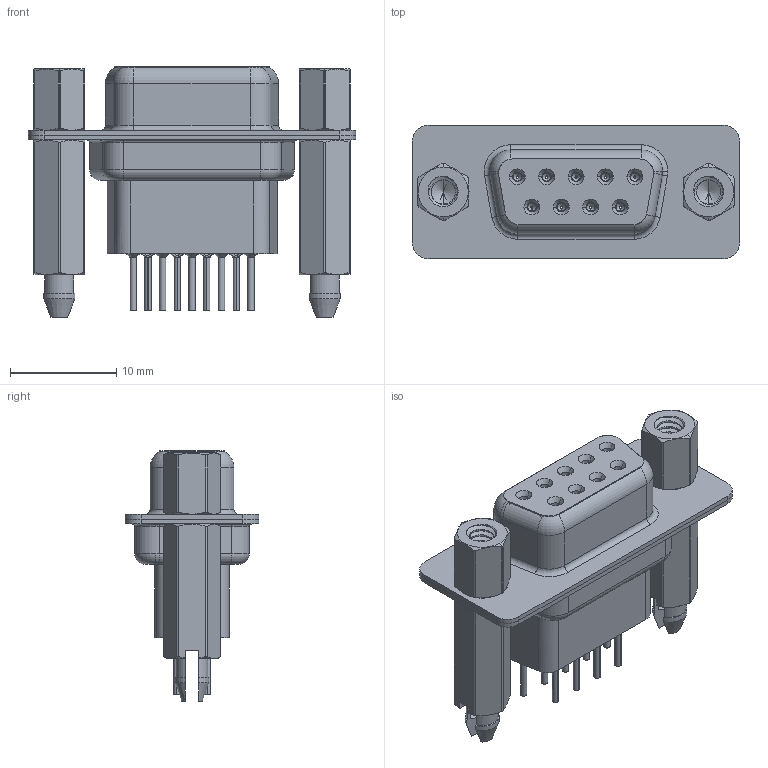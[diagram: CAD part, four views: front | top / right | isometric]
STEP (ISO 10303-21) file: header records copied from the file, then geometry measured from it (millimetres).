
FILE_DESCRIPTION (( 'STEP AP203' ), '1' );
FILE_NAME ('628-009-651-057.STEP', '2020-07-13T22:55:53', ( '' ), ( '' ), 'SwSTEP 2.0', 'SolidWorks 2020', '' );
FILE_SCHEMA (( 'CONFIG_CONTROL_DESIGN' ));
Length unit declared in the file: millimetre
Products named in the file (8): 628 Housing_09 HP; 628-009-651-057; 628 Contact Row 2_51; 628 4-40 Hex Standoff; 628 4-40 Threaded Boardlock_HP51; 628 Shell Front_09 Contacts; 628 Contact Row 1_51; 628 Shell Rear_09 Contacts
Assembly tree (16 placements, depth 2):
  628-009-651-057
    628 Housing_09 HP
    628 Shell Front_09 Contacts
    628 Shell Rear_09 Contacts
    628 Contact Row 1_51  x5
    628 Contact Row 2_51  x4
    628 4-40 Hex Standoff  x2
    628 4-40 Threaded Boardlock_HP51  x2
Bounding box: 30.8 x 12.6 x 23.6 mm (x, y, z)
Volume: 2770.9 mm3; surface area: 6451.5 mm2
Topology: 16 solids, 16 shells, 1586 faces, 4109 edges, 2582 vertices
Faces by surface type: cylinder 538, plane 400, torus 279, bspline 198, cone 171
Entity records: 27406 total; most frequent: CARTESIAN_POINT 10336, ORIENTED_EDGE 3436, DIRECTION 3325, EDGE_CURVE 1718, AXIS2_PLACEMENT_3D 1358, VERTEX_POINT 1086, EDGE_LOOP 752, CIRCLE 705
